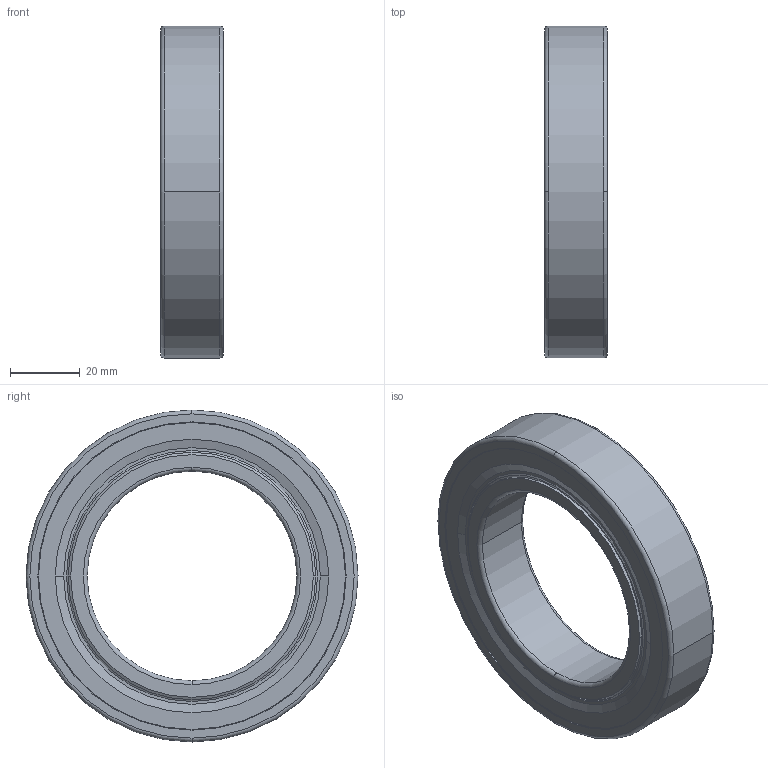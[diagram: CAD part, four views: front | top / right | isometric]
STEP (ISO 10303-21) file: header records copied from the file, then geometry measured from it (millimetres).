
FILE_DESCRIPTION(('STEP AP214'),'1');
FILE_NAME('snr_6012ee_0.stp','2024-12-30T08:17:24',('TraceParts'),('TraceParts S.A.'),'Spatial InterOp 3D',' ',' ');
FILE_SCHEMA(('AUTOMOTIVE_DESIGN { 1 0 10303 214 1 1 1 1 }'));
Length unit declared in the file: millimetre
Products named in the file (1): snr_6012ee_0_1
Bounding box: 18 x 95 x 95 mm (x, y, z)
Volume: 70504.4 mm3; surface area: 44275.7 mm2
Topology: 5 solids, 5 shells, 96 faces, 218 edges, 138 vertices
Faces by surface type: torus 28, cone 28, cylinder 24, plane 16
Entity records: 2823 total; most frequent: DIRECTION 586, CARTESIAN_POINT 457, ORIENTED_EDGE 436, AXIS2_PLACEMENT_3D 267, EDGE_CURVE 218, CIRCLE 166, VERTEX_POINT 138, EDGE_LOOP 112
